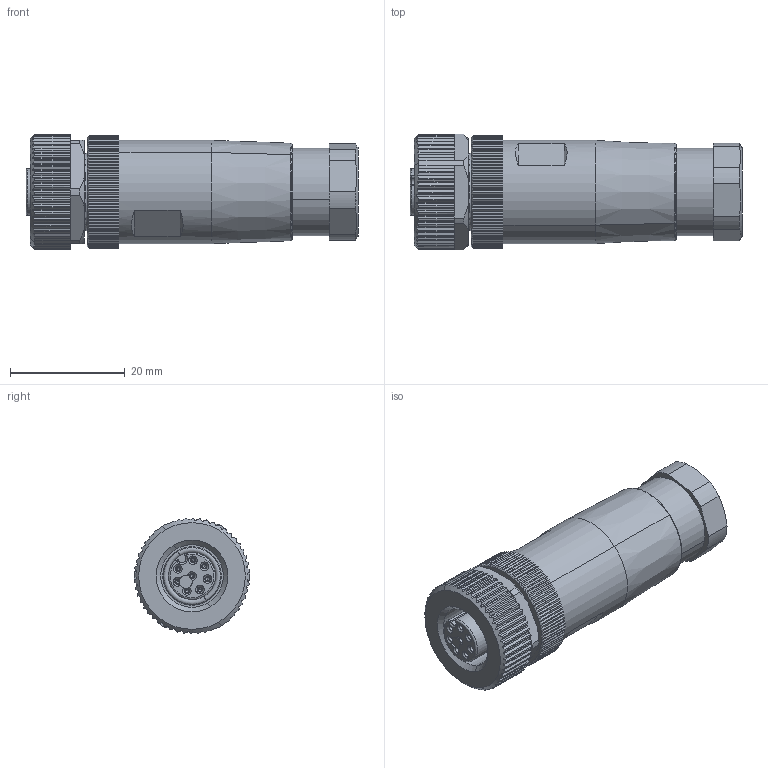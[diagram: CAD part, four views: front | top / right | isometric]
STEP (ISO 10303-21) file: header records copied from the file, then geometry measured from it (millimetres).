
FILE_DESCRIPTION((''),'2;1');
FILE_NAME('CAD-7245','2021-05-03T14:06:47',('creinig-se'),(''),'CREO PARAMETRIC BY PTC INC, 2019292','CREO PARAMETRIC BY PTC INC, 2019292','');
FILE_SCHEMA(('CONFIG_CONTROL_DESIGN','SHAPE_APPEARANCE_LAYERS_GROUPS'));
Length unit declared in the file: millimetre
Products named in the file (1): CAD-7245
Bounding box: 57.9 x 20.2 x 20.2 mm (x, y, z)
Volume: 13911.2 mm3; surface area: 4939.1 mm2
Topology: 1 solids, 1 shells, 753 faces, 2211 edges, 1458 vertices
Faces by surface type: plane 396, cylinder 281, cone 64, torus 10, sphere 2
Entity records: 33592 total; most frequent: CARTESIAN_POINT 7764, ORIENTED_EDGE 4386, DIRECTION 3578, PRESENTATION_STYLE_ASSIGNMENT 2194, STYLED_ITEM 2194, CURVE_STYLE 2193, EDGE_CURVE 2193, VERTEX_POINT 1458
